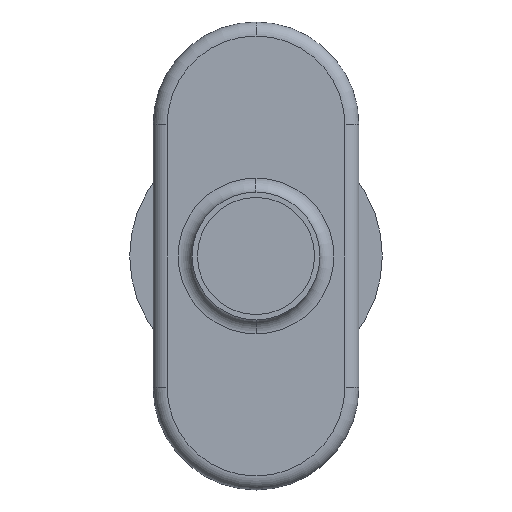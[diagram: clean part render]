
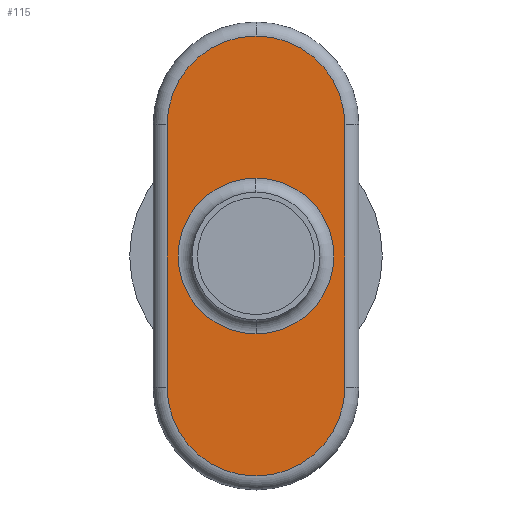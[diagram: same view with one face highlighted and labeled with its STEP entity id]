
A CAD part, front view. The second image highlights one B-rep face of the part: STEP entity #115.
In plain terms, the highlighted face is planar.
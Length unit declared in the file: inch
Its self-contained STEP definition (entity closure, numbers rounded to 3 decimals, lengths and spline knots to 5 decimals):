
#56 = AXIS2_PLACEMENT_3D ( 'NONE', #689, #690, #691 ) ;
#58 = CIRCLE ( 'NONE', #56, 0.1665 ) ;
#59 = AXIS2_PLACEMENT_3D ( 'NONE', #683, #684, #685 ) ;
#60 = VECTOR ( 'NONE', #686, 39.37008 ) ;
#61 = CIRCLE ( 'NONE', #59, 0.19 ) ;
#62 = AXIS2_PLACEMENT_3D ( 'NONE', #678, #679, #680 ) ;
#65 = VECTOR ( 'NONE', #681, 39.37008 ) ;
#66 = CIRCLE ( 'NONE', #62, 0.19 ) ;
#91 = AXIS2_PLACEMENT_3D ( 'NONE', #513, #515, #511 ) ;
#115 = ADVANCED_FACE ( 'NONE', ( #512, #383 ), #385, .F. ) ;
#139 = EDGE_CURVE ( 'NONE', #721, #736, #66, .T. ) ;
#140 = EDGE_CURVE ( 'NONE', #736, #726, #677, .T. ) ;
#141 = EDGE_CURVE ( 'NONE', #726, #1128, #61, .T. ) ;
#142 = EDGE_CURVE ( 'NONE', #1146, #721, #670, .T. ) ;
#143 = EDGE_CURVE ( 'NONE', #731, #743, #58, .T. ) ;
#188 = EDGE_CURVE ( 'NONE', #743, #731, #886, .T. ) ;
#191 = EDGE_CURVE ( 'NONE', #1128, #1146, #884, .T. ) ;
#214 = CARTESIAN_POINT ( 'NONE',  ( 0.5, 0.22, 0. ) ) ;
#215 = DIRECTION ( 'NONE',  ( 0., 0., -1. ) ) ;
#216 = DIRECTION ( 'NONE',  ( -1., 0., 0. ) ) ;
#224 = CARTESIAN_POINT ( 'NONE',  ( 0.22, 0.22, 0. ) ) ;
#225 = DIRECTION ( 'NONE',  ( 0., 0., 1. ) ) ;
#226 = DIRECTION ( 'NONE',  ( -1., 0., 0. ) ) ;
#265 = CARTESIAN_POINT ( 'NONE',  ( 0.78, 0.03, 0. ) ) ;
#314 = EDGE_LOOP ( 'NONE', ( #436, #437, #438, #439, #440 ) ) ;
#336 = EDGE_LOOP ( 'NONE', ( #441, #442 ) ) ;
#383 = FACE_BOUND ( 'NONE', #336, .T. ) ;
#385 = PLANE ( 'NONE',  #91 ) ;
#436 = ORIENTED_EDGE ( 'NONE', *, *, #139, .T. ) ;
#437 = ORIENTED_EDGE ( 'NONE', *, *, #140, .T. ) ;
#438 = ORIENTED_EDGE ( 'NONE', *, *, #141, .T. ) ;
#439 = ORIENTED_EDGE ( 'NONE', *, *, #191, .T. ) ;
#440 = ORIENTED_EDGE ( 'NONE', *, *, #142, .T. ) ;
#441 = ORIENTED_EDGE ( 'NONE', *, *, #143, .T. ) ;
#442 = ORIENTED_EDGE ( 'NONE', *, *, #188, .T. ) ;
#490 = CARTESIAN_POINT ( 'NONE',  ( 0.22, 0.41, 0. ) ) ;
#494 = CARTESIAN_POINT ( 'NONE',  ( 0.3335, 0.22, 0. ) ) ;
#499 = CARTESIAN_POINT ( 'NONE',  ( 0.78, 0.41, 0. ) ) ;
#506 = CARTESIAN_POINT ( 'NONE',  ( 0.6665, 0.22, 0. ) ) ;
#511 = DIRECTION ( 'NONE',  ( -1., 0., 0. ) ) ;
#512 = FACE_OUTER_BOUND ( 'NONE', #314, .T. ) ;
#513 = CARTESIAN_POINT ( 'NONE',  ( 0., 0., 0. ) ) ;
#515 = DIRECTION ( 'NONE',  ( 0., 0., -1. ) ) ;
#670 = LINE ( 'NONE', #676, #60 ) ;
#672 = CARTESIAN_POINT ( 'NONE',  ( 0.22, 0.41, 0. ) ) ;
#676 = CARTESIAN_POINT ( 'NONE',  ( 0.78, 0.03, 0. ) ) ;
#677 = LINE ( 'NONE', #672, #65 ) ;
#678 = CARTESIAN_POINT ( 'NONE',  ( 0.78, 0.22, 0. ) ) ;
#679 = DIRECTION ( 'NONE',  ( 0., 0., 1. ) ) ;
#680 = DIRECTION ( 'NONE',  ( -1., 0., 0. ) ) ;
#681 = DIRECTION ( 'NONE',  ( -1., 0., 0. ) ) ;
#683 = CARTESIAN_POINT ( 'NONE',  ( 0.22, 0.22, 0. ) ) ;
#684 = DIRECTION ( 'NONE',  ( 0., 0., 1. ) ) ;
#685 = DIRECTION ( 'NONE',  ( -1., 0., 0. ) ) ;
#686 = DIRECTION ( 'NONE',  ( 1., 0., 0. ) ) ;
#689 = CARTESIAN_POINT ( 'NONE',  ( 0.5, 0.22, 0. ) ) ;
#690 = DIRECTION ( 'NONE',  ( 0., 0., -1. ) ) ;
#691 = DIRECTION ( 'NONE',  ( -1., 0., 0. ) ) ;
#721 = VERTEX_POINT ( 'NONE', #265 ) ;
#726 = VERTEX_POINT ( 'NONE', #490 ) ;
#731 = VERTEX_POINT ( 'NONE', #494 ) ;
#736 = VERTEX_POINT ( 'NONE', #499 ) ;
#743 = VERTEX_POINT ( 'NONE', #506 ) ;
#879 = AXIS2_PLACEMENT_3D ( 'NONE', #224, #225, #226 ) ;
#884 = CIRCLE ( 'NONE', #879, 0.19 ) ;
#885 = AXIS2_PLACEMENT_3D ( 'NONE', #214, #215, #216 ) ;
#886 = CIRCLE ( 'NONE', #885, 0.1665 ) ;
#968 = CARTESIAN_POINT ( 'NONE',  ( 0.03, 0.22, 0. ) ) ;
#983 = CARTESIAN_POINT ( 'NONE',  ( 0.22, 0.03, 0. ) ) ;
#1128 = VERTEX_POINT ( 'NONE', #968 ) ;
#1146 = VERTEX_POINT ( 'NONE', #983 ) ;
